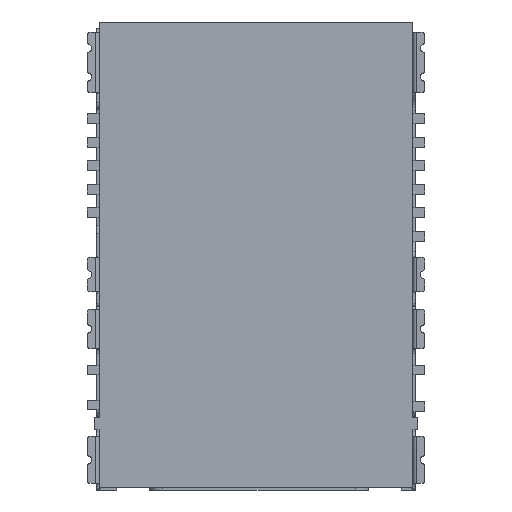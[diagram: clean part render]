
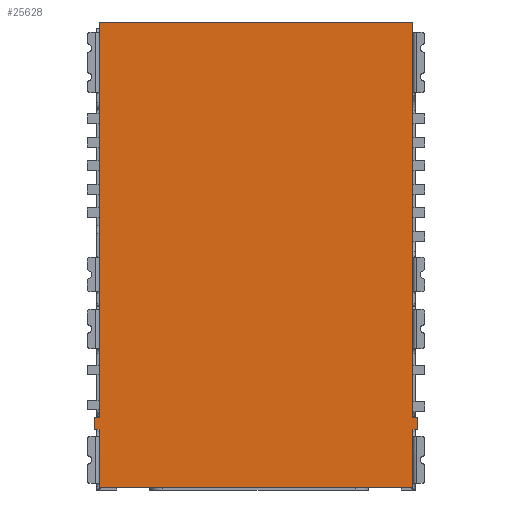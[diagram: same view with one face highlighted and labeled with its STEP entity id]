
A CAD part, front view. The second image highlights one B-rep face of the part: STEP entity #25628.
In plain terms, the highlighted planar face has unit normal (0, -1, 0).
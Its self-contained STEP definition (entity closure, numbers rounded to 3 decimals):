
#298 = LINE ( 'NONE', #15376, #19306 ) ;
#502 = CARTESIAN_POINT ( 'NONE',  ( -41.324, -10.412, 16.168 ) ) ;
#1079 = DIRECTION ( 'NONE',  ( 1., 0., 0. ) ) ;
#1742 = CARTESIAN_POINT ( 'NONE',  ( -41.324, -10.412, 18.39 ) ) ;
#1890 = DIRECTION ( 'NONE',  ( -1., 0., 0. ) ) ;
#2169 = VECTOR ( 'NONE', #1079, 1000. ) ;
#2282 = ORIENTED_EDGE ( 'NONE', *, *, #30773, .T. ) ;
#2538 = EDGE_CURVE ( 'NONE', #34893, #18636, #34851, .T. ) ;
#3175 = CARTESIAN_POINT ( 'NONE',  ( -29.324, -10.412, 4.121 ) ) ;
#4460 = EDGE_CURVE ( 'NONE', #5077, #46913, #45891, .T. ) ;
#4609 = CARTESIAN_POINT ( 'NONE',  ( -41.324, -10.412, 4.121 ) ) ;
#5077 = VERTEX_POINT ( 'NONE', #43380 ) ;
#5334 = VECTOR ( 'NONE', #20887, 1000. ) ;
#5579 = CARTESIAN_POINT ( 'NONE',  ( -29.324, -10.412, 4.121 ) ) ;
#6705 = DIRECTION ( 'NONE',  ( 1., 0., 0. ) ) ;
#7253 = VECTOR ( 'NONE', #49133, 1000. ) ;
#7477 = VERTEX_POINT ( 'NONE', #42917 ) ;
#7493 = AXIS2_PLACEMENT_3D ( 'NONE', #4609, #31266, #8415 ) ;
#8415 = DIRECTION ( 'NONE',  ( 0., 0., -1. ) ) ;
#8831 = EDGE_CURVE ( 'NONE', #14311, #5077, #22276, .T. ) ;
#9065 = EDGE_CURVE ( 'NONE', #40895, #18636, #40732, .T. ) ;
#9090 = ORIENTED_EDGE ( 'NONE', *, *, #18857, .T. ) ;
#9227 = DIRECTION ( 'NONE',  ( 0., 0., 1. ) ) ;
#9280 = EDGE_CURVE ( 'NONE', #46743, #20834, #16209, .T. ) ;
#10019 = CARTESIAN_POINT ( 'NONE',  ( -29.149, -10.412, 18.39 ) ) ;
#12128 = PLANE ( 'NONE',  #7493 ) ;
#13367 = CARTESIAN_POINT ( 'NONE',  ( -29.324, -10.412, 18.39 ) ) ;
#13610 = VERTEX_POINT ( 'NONE', #1742 ) ;
#14311 = VERTEX_POINT ( 'NONE', #14475 ) ;
#14349 = LINE ( 'NONE', #21741, #43567 ) ;
#14475 = CARTESIAN_POINT ( 'NONE',  ( -41.499, -10.412, 18.39 ) ) ;
#15376 = CARTESIAN_POINT ( 'NONE',  ( -41.324, -10.412, 4.121 ) ) ;
#15619 = ORIENTED_EDGE ( 'NONE', *, *, #9280, .F. ) ;
#16209 = LINE ( 'NONE', #25669, #35282 ) ;
#16744 = EDGE_CURVE ( 'NONE', #46913, #46743, #27291, .T. ) ;
#17396 = LINE ( 'NONE', #22475, #7253 ) ;
#18335 = EDGE_CURVE ( 'NONE', #32906, #13610, #298, .T. ) ;
#18636 = VERTEX_POINT ( 'NONE', #13367 ) ;
#18857 = EDGE_CURVE ( 'NONE', #14311, #13610, #17396, .T. ) ;
#19194 = DIRECTION ( 'NONE',  ( 0., 0., 1. ) ) ;
#19306 = VECTOR ( 'NONE', #19194, 1000. ) ;
#20834 = VERTEX_POINT ( 'NONE', #37913 ) ;
#20887 = DIRECTION ( 'NONE',  ( 1., 0., 0. ) ) ;
#21121 = CARTESIAN_POINT ( 'NONE',  ( -41.324, -10.412, 4.121 ) ) ;
#21411 = ORIENTED_EDGE ( 'NONE', *, *, #4460, .F. ) ;
#21741 = CARTESIAN_POINT ( 'NONE',  ( -29.149, -10.412, 18.84 ) ) ;
#22276 = LINE ( 'NONE', #24729, #32380 ) ;
#22475 = CARTESIAN_POINT ( 'NONE',  ( -41.499, -10.412, 18.39 ) ) ;
#22782 = ORIENTED_EDGE ( 'NONE', *, *, #45302, .T. ) ;
#23115 = ORIENTED_EDGE ( 'NONE', *, *, #9065, .T. ) ;
#23910 = LINE ( 'NONE', #3175, #43058 ) ;
#23968 = EDGE_CURVE ( 'NONE', #36393, #20834, #23910, .T. ) ;
#24729 = CARTESIAN_POINT ( 'NONE',  ( -41.499, -10.412, 18.84 ) ) ;
#24984 = LINE ( 'NONE', #35308, #44084 ) ;
#25628 = ADVANCED_FACE ( 'NONE', ( #32003 ), #12128, .T. ) ;
#25669 = CARTESIAN_POINT ( 'NONE',  ( -41.324, -10.412, 33.968 ) ) ;
#27291 = LINE ( 'NONE', #21121, #46400 ) ;
#28443 = DIRECTION ( 'NONE',  ( 0., 0., 1. ) ) ;
#28665 = EDGE_LOOP ( 'NONE', ( #38656, #22782, #23115, #41874, #41568, #2282, #42368, #15619, #37324, #21411, #38498, #9090 ) ) ;
#28916 = DIRECTION ( 'NONE',  ( 0., 0., 1. ) ) ;
#30209 = EDGE_CURVE ( 'NONE', #34893, #7477, #14349, .T. ) ;
#30773 = EDGE_CURVE ( 'NONE', #7477, #36393, #24984, .T. ) ;
#31266 = DIRECTION ( 'NONE',  ( 0., -1., 0. ) ) ;
#31503 = CARTESIAN_POINT ( 'NONE',  ( -41.324, -10.412, 16.168 ) ) ;
#32003 = FACE_OUTER_BOUND ( 'NONE', #28665, .T. ) ;
#32211 = CARTESIAN_POINT ( 'NONE',  ( -41.324, -10.412, 33.968 ) ) ;
#32380 = VECTOR ( 'NONE', #28443, 1000. ) ;
#32513 = LINE ( 'NONE', #31503, #2169 ) ;
#32906 = VERTEX_POINT ( 'NONE', #502 ) ;
#33115 = CARTESIAN_POINT ( 'NONE',  ( -29.324, -10.412, 16.168 ) ) ;
#34728 = CARTESIAN_POINT ( 'NONE',  ( -29.324, -10.412, 18.84 ) ) ;
#34851 = LINE ( 'NONE', #10019, #46754 ) ;
#34893 = VERTEX_POINT ( 'NONE', #42862 ) ;
#35282 = VECTOR ( 'NONE', #6705, 1000. ) ;
#35308 = CARTESIAN_POINT ( 'NONE',  ( -29.149, -10.412, 18.84 ) ) ;
#36393 = VERTEX_POINT ( 'NONE', #34728 ) ;
#37324 = ORIENTED_EDGE ( 'NONE', *, *, #16744, .F. ) ;
#37913 = CARTESIAN_POINT ( 'NONE',  ( -29.324, -10.412, 33.968 ) ) ;
#38498 = ORIENTED_EDGE ( 'NONE', *, *, #8831, .F. ) ;
#38656 = ORIENTED_EDGE ( 'NONE', *, *, #18335, .F. ) ;
#39163 = DIRECTION ( 'NONE',  ( -1., 0., 0. ) ) ;
#39515 = VECTOR ( 'NONE', #9227, 1000. ) ;
#40554 = CARTESIAN_POINT ( 'NONE',  ( -41.499, -10.412, 18.84 ) ) ;
#40732 = LINE ( 'NONE', #5579, #39515 ) ;
#40895 = VERTEX_POINT ( 'NONE', #33115 ) ;
#41568 = ORIENTED_EDGE ( 'NONE', *, *, #30209, .T. ) ;
#41874 = ORIENTED_EDGE ( 'NONE', *, *, #2538, .F. ) ;
#42368 = ORIENTED_EDGE ( 'NONE', *, *, #23968, .T. ) ;
#42862 = CARTESIAN_POINT ( 'NONE',  ( -29.149, -10.412, 18.39 ) ) ;
#42917 = CARTESIAN_POINT ( 'NONE',  ( -29.149, -10.412, 18.84 ) ) ;
#43058 = VECTOR ( 'NONE', #48821, 1000. ) ;
#43380 = CARTESIAN_POINT ( 'NONE',  ( -41.499, -10.412, 18.84 ) ) ;
#43567 = VECTOR ( 'NONE', #48372, 1000. ) ;
#44084 = VECTOR ( 'NONE', #39163, 1000. ) ;
#44882 = CARTESIAN_POINT ( 'NONE',  ( -41.324, -10.412, 18.84 ) ) ;
#45302 = EDGE_CURVE ( 'NONE', #32906, #40895, #32513, .T. ) ;
#45891 = LINE ( 'NONE', #40554, #5334 ) ;
#46400 = VECTOR ( 'NONE', #28916, 1000. ) ;
#46743 = VERTEX_POINT ( 'NONE', #32211 ) ;
#46754 = VECTOR ( 'NONE', #1890, 1000. ) ;
#46913 = VERTEX_POINT ( 'NONE', #44882 ) ;
#48372 = DIRECTION ( 'NONE',  ( 0., 0., 1. ) ) ;
#48821 = DIRECTION ( 'NONE',  ( 0., 0., 1. ) ) ;
#49133 = DIRECTION ( 'NONE',  ( 1., 0., 0. ) ) ;
